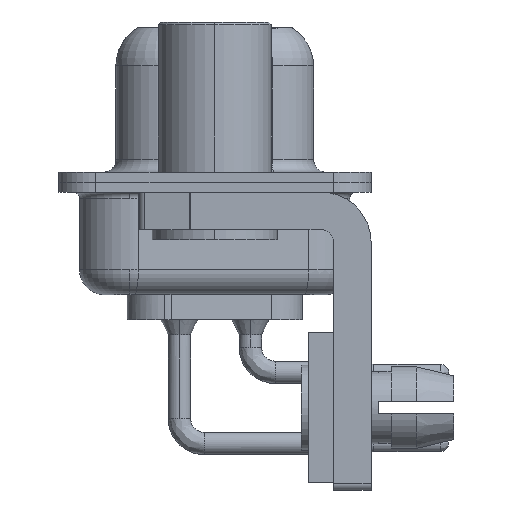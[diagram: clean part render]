
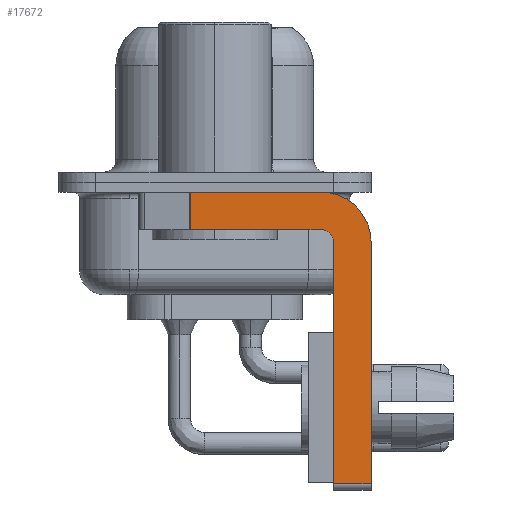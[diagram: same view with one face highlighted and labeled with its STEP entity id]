
A CAD part, left-side view. The second image highlights one B-rep face of the part: STEP entity #17672.
In plain terms, the highlighted planar face has unit normal (-1, 0, 0).
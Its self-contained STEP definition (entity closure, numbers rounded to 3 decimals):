
#130 = VERTEX_POINT ( 'NONE', #22887 ) ;
#253 = LINE ( 'NONE', #11987, #18714 ) ;
#398 = VERTEX_POINT ( 'NONE', #9408 ) ;
#542 = DIRECTION ( 'NONE',  ( 0., 0., -1. ) ) ;
#689 = DIRECTION ( 'NONE',  ( 0., 0., 1. ) ) ;
#1008 = ORIENTED_EDGE ( 'NONE', *, *, #22637, .T. ) ;
#1037 = DIRECTION ( 'NONE',  ( 0., 1., 0. ) ) ;
#1158 = DIRECTION ( 'NONE',  ( 0., 0., -1. ) ) ;
#1364 = LINE ( 'NONE', #6864, #19209 ) ;
#1556 = EDGE_CURVE ( 'NONE', #398, #20123, #4681, .T. ) ;
#2436 = CARTESIAN_POINT ( 'NONE',  ( -2.9, 0.978, -1.9 ) ) ;
#3242 = DIRECTION ( 'NONE',  ( 0., -1., 0. ) ) ;
#3385 = CARTESIAN_POINT ( 'NONE',  ( -2.9, -6.25, -2.4 ) ) ;
#3597 = ORIENTED_EDGE ( 'NONE', *, *, #17773, .F. ) ;
#4301 = CARTESIAN_POINT ( 'NONE',  ( -2.9, -4.75, -12.3 ) ) ;
#4450 = LINE ( 'NONE', #11475, #13544 ) ;
#4507 = CARTESIAN_POINT ( 'NONE',  ( -2.9, -4.25, -2.4 ) ) ;
#4511 = VERTEX_POINT ( 'NONE', #6960 ) ;
#4681 = CIRCLE ( 'NONE', #14403, 2. ) ;
#5251 = ORIENTED_EDGE ( 'NONE', *, *, #19382, .F. ) ;
#5636 = LINE ( 'NONE', #8403, #20306 ) ;
#6050 = ORIENTED_EDGE ( 'NONE', *, *, #19872, .F. ) ;
#6369 = DIRECTION ( 'NONE',  ( 0., 0., 1. ) ) ;
#6617 = CARTESIAN_POINT ( 'NONE',  ( -2.9, -4.25, -2.4 ) ) ;
#6748 = LINE ( 'NONE', #4301, #11000 ) ;
#6864 = CARTESIAN_POINT ( 'NONE',  ( -2.9, 3., -0.4 ) ) ;
#6960 = CARTESIAN_POINT ( 'NONE',  ( -2.9, -4.75, -12.05 ) ) ;
#7335 = DIRECTION ( 'NONE',  ( 1., 0., 0. ) ) ;
#7379 = CARTESIAN_POINT ( 'NONE',  ( -2.9, -4.25, -2.4 ) ) ;
#8001 = VERTEX_POINT ( 'NONE', #19470 ) ;
#8371 = ORIENTED_EDGE ( 'NONE', *, *, #11220, .F. ) ;
#8403 = CARTESIAN_POINT ( 'NONE',  ( -2.9, -4.25, -12.05 ) ) ;
#9408 = CARTESIAN_POINT ( 'NONE',  ( -2.9, -4.25, -0.4 ) ) ;
#10193 = ORIENTED_EDGE ( 'NONE', *, *, #23106, .F. ) ;
#10227 = DIRECTION ( 'NONE',  ( 0., -1., 0. ) ) ;
#10755 = DIRECTION ( 'NONE',  ( 0., 0., -1. ) ) ;
#11000 = VECTOR ( 'NONE', #689, 1000. ) ;
#11087 = VERTEX_POINT ( 'NONE', #2436 ) ;
#11136 = AXIS2_PLACEMENT_3D ( 'NONE', #4507, #17003, #6369 ) ;
#11220 = EDGE_CURVE ( 'NONE', #8001, #11087, #253, .T. ) ;
#11475 = CARTESIAN_POINT ( 'NONE',  ( -2.9, -6.25, -2.4 ) ) ;
#11627 = ORIENTED_EDGE ( 'NONE', *, *, #1556, .F. ) ;
#11987 = CARTESIAN_POINT ( 'NONE',  ( -2.9, -4.25, -1.9 ) ) ;
#12095 = DIRECTION ( 'NONE',  ( 1., 0., 0. ) ) ;
#12204 = FACE_OUTER_BOUND ( 'NONE', #23089, .T. ) ;
#12519 = VECTOR ( 'NONE', #10755, 1000. ) ;
#13544 = VECTOR ( 'NONE', #542, 1000. ) ;
#14360 = ORIENTED_EDGE ( 'NONE', *, *, #17346, .T. ) ;
#14403 = AXIS2_PLACEMENT_3D ( 'NONE', #7379, #7335, #16172 ) ;
#16172 = DIRECTION ( 'NONE',  ( 0., 0., -1. ) ) ;
#16262 = AXIS2_PLACEMENT_3D ( 'NONE', #6617, #12095, #1158 ) ;
#17003 = DIRECTION ( 'NONE',  ( -1., 0., 0. ) ) ;
#17072 = LINE ( 'NONE', #17705, #12519 ) ;
#17346 = EDGE_CURVE ( 'NONE', #22884, #11087, #17072, .T. ) ;
#17462 = CARTESIAN_POINT ( 'NONE',  ( -2.9, -4.75, -2.4 ) ) ;
#17672 = ADVANCED_FACE ( 'NONE', ( #12204 ), #22511, .F. ) ;
#17705 = CARTESIAN_POINT ( 'NONE',  ( -2.9, 0.978, -1.9 ) ) ;
#17773 = EDGE_CURVE ( 'NONE', #22884, #398, #1364, .T. ) ;
#17794 = CIRCLE ( 'NONE', #11136, 0.5 ) ;
#17802 = CARTESIAN_POINT ( 'NONE',  ( -2.9, 0.978, -0.4 ) ) ;
#18378 = VERTEX_POINT ( 'NONE', #17462 ) ;
#18714 = VECTOR ( 'NONE', #1037, 1000. ) ;
#19209 = VECTOR ( 'NONE', #3242, 1000. ) ;
#19382 = EDGE_CURVE ( 'NONE', #4511, #18378, #6748, .T. ) ;
#19470 = CARTESIAN_POINT ( 'NONE',  ( -2.9, -4.25, -1.9 ) ) ;
#19872 = EDGE_CURVE ( 'NONE', #18378, #8001, #17794, .T. ) ;
#20123 = VERTEX_POINT ( 'NONE', #3385 ) ;
#20306 = VECTOR ( 'NONE', #10227, 1000. ) ;
#22511 = PLANE ( 'NONE',  #16262 ) ;
#22637 = EDGE_CURVE ( 'NONE', #4511, #130, #5636, .T. ) ;
#22884 = VERTEX_POINT ( 'NONE', #17802 ) ;
#22887 = CARTESIAN_POINT ( 'NONE',  ( -2.9, -6.25, -12.05 ) ) ;
#23089 = EDGE_LOOP ( 'NONE', ( #3597, #14360, #8371, #6050, #5251, #1008, #10193, #11627 ) ) ;
#23106 = EDGE_CURVE ( 'NONE', #20123, #130, #4450, .T. ) ;
